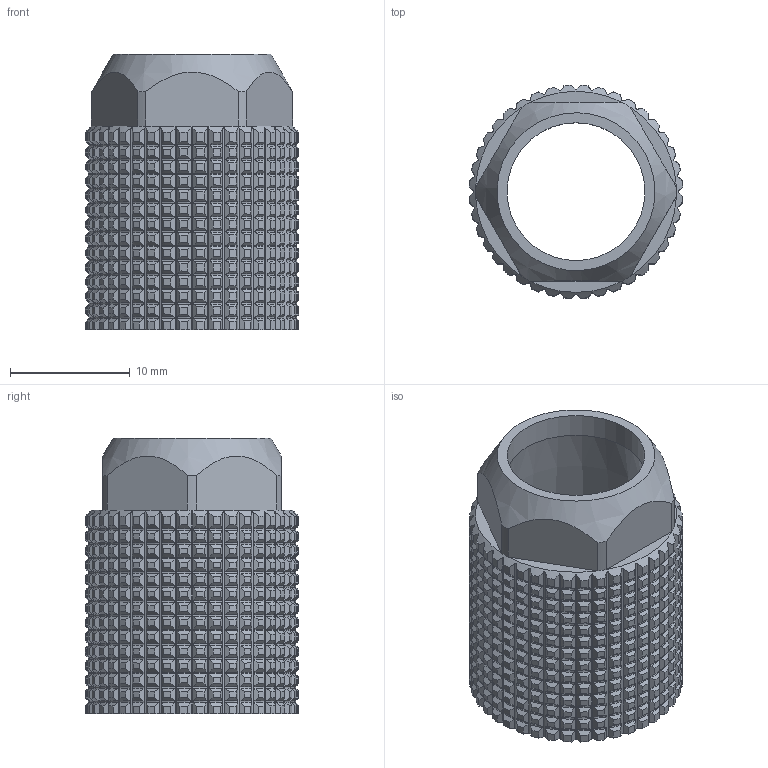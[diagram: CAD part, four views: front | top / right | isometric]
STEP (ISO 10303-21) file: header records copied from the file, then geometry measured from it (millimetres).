
FILE_DESCRIPTION (( 'STEP AP203' ), '1' );
FILE_NAME ('UM600H.M7.step', '2024-07-18T06:16:41', ( '' ), ( '' ), 'SwSTEP 2.0', 'SolidWorks 2022', '' );
FILE_SCHEMA (( 'CONFIG_CONTROL_DESIGN' ));
Products named in the file (1): UM600H.M7
Bounding box: 17.78 x 17.78 x 23 mm (x, y, z)
Volume: 1772.4 mm3; surface area: 2637.2 mm2
Topology: 1 solids, 1 shells, 2333 faces, 6976 edges, 4646 vertices
Faces by surface type: cone 1043, cylinder 609, torus 520, plane 161
Full cylindrical faces by diameter (mm): 11.5 x1, 14 x1, 16.3 x1
Entity records: 97074 total; most frequent: CARTESIAN_POINT 41647, ORIENTED_EDGE 13934, DIRECTION 8522, EDGE_CURVE 6967, VERTEX_POINT 4643, B_SPLINE_CURVE_WITH_KNOTS 4338, AXIS2_PLACEMENT_3D 3559, EDGE_LOOP 2342
